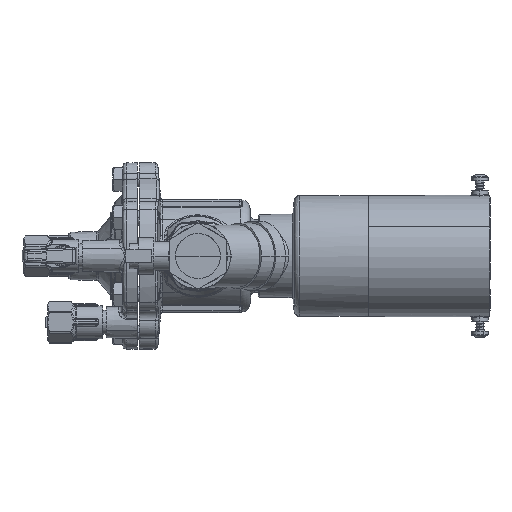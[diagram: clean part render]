
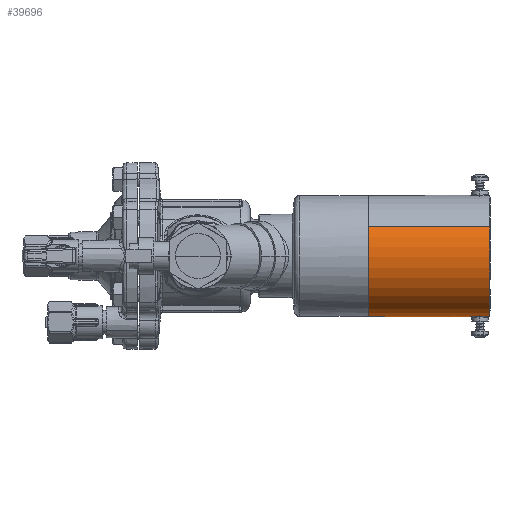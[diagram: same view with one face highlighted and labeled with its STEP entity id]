
A CAD part, left-side view. The second image highlights one B-rep face of the part: STEP entity #39696.
In plain terms, the highlighted cylindrical face has radius 33.1 mm (diameter 66.2 mm), a partial arc.
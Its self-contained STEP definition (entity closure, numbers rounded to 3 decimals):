
#39590=CARTESIAN_POINT('Axis2P3D Location',(0.,-126.114,0.)) ;
#39599=CARTESIAN_POINT('Vertex',(-29.048,-159.314,15.869)) ;
#39601=CARTESIAN_POINT('Vertex',(29.048,-159.314,-15.869)) ;
#39604=CARTESIAN_POINT('Line Origine',(29.048,-126.114,-15.869)) ;
#39608=CARTESIAN_POINT('Vertex',(29.048,-92.914,-15.869)) ;
#39615=CARTESIAN_POINT('Vertex',(-29.048,-92.914,15.869)) ;
#39618=CARTESIAN_POINT('Line Origine',(-29.048,-126.114,15.869)) ;
#39639=CARTESIAN_POINT('Axis2P3D Location',(0.,-159.314,0.)) ;
#39649=CARTESIAN_POINT('Axis2P3D Location',(0.,-92.914,0.)) ;
#39661=CARTESIAN_POINT('Control Point',(-4.926,-153.814,-32.731)) ;
#39662=CARTESIAN_POINT('Control Point',(-4.926,-155.275,-32.731)) ;
#39663=CARTESIAN_POINT('Control Point',(-4.4,-156.737,-32.811)) ;
#39664=CARTESIAN_POINT('Control Point',(-3.349,-157.934,-32.973)) ;
#39665=CARTESIAN_POINT('Control Point',(-0.983,-159.123,-33.144)) ;
#39666=CARTESIAN_POINT('Control Point',(1.555,-158.736,-33.089)) ;
#39667=CARTESIAN_POINT('Control Point',(2.539,-158.291,-33.02)) ;
#39668=CARTESIAN_POINT('Control Point',(3.861,-157.2,-32.883)) ;
#39669=CARTESIAN_POINT('Control Point',(4.627,-155.698,-32.776)) ;
#39670=CARTESIAN_POINT('Control Point',(4.826,-155.084,-32.746)) ;
#39671=CARTESIAN_POINT('Control Point',(4.926,-154.449,-32.731)) ;
#39672=CARTESIAN_POINT('Control Point',(4.926,-153.814,-32.731)) ;
#39673=CARTESIAN_POINT('Vertex',(-4.926,-153.814,-32.731)) ;
#39675=CARTESIAN_POINT('Vertex',(4.926,-153.814,-32.731)) ;
#39679=CARTESIAN_POINT('Control Point',(-4.926,-153.814,-32.731)) ;
#39680=CARTESIAN_POINT('Control Point',(-4.926,-152.866,-32.731)) ;
#39681=CARTESIAN_POINT('Control Point',(-4.704,-151.918,-32.765)) ;
#39682=CARTESIAN_POINT('Control Point',(-4.262,-151.042,-32.832)) ;
#39683=CARTESIAN_POINT('Control Point',(-3.086,-149.666,-32.976)) ;
#39684=CARTESIAN_POINT('Control Point',(-1.45,-148.926,-33.082)) ;
#39685=CARTESIAN_POINT('Control Point',(-0.625,-148.747,-33.11)) ;
#39686=CARTESIAN_POINT('Control Point',(1.594,-148.753,-33.107)) ;
#39687=CARTESIAN_POINT('Control Point',(3.558,-149.943,-32.941)) ;
#39688=CARTESIAN_POINT('Control Point',(4.469,-151.091,-32.8)) ;
#39689=CARTESIAN_POINT('Control Point',(4.926,-152.452,-32.731)) ;
#39690=CARTESIAN_POINT('Control Point',(4.926,-153.814,-32.731)) ;
#39606=VECTOR('Line Direction',#39605,1.) ;
#39620=VECTOR('Line Direction',#39619,1.) ;
#39591=DIRECTION('Axis2P3D Direction',(0.,1.,0.)) ;
#39592=DIRECTION('Axis2P3D XDirection',(0.878,0.,-0.479)) ;
#39605=DIRECTION('Vector Direction',(0.,1.,0.)) ;
#39619=DIRECTION('Vector Direction',(0.,1.,0.)) ;
#39640=DIRECTION('Axis2P3D Direction',(0.,1.,0.)) ;
#39650=DIRECTION('Axis2P3D Direction',(0.,1.,0.)) ;
#39593=AXIS2_PLACEMENT_3D('Cylinder Axis2P3D',#39590,#39591,#39592) ;
#39641=AXIS2_PLACEMENT_3D('Circle Axis2P3D',#39639,#39640,$) ;
#39651=AXIS2_PLACEMENT_3D('Circle Axis2P3D',#39649,#39650,$) ;
#39607=LINE('Line',#39604,#39606) ;
#39621=LINE('Line',#39618,#39620) ;
#39642=CIRCLE('generated circle',#39641,33.1) ;
#39652=CIRCLE('generated circle',#39651,33.1) ;
#39594=CYLINDRICAL_SURFACE('generated cylinder',#39593,33.1) ;
#39695=FACE_BOUND('',#39692,.T.) ;
#39610=EDGE_CURVE('',#39609,#39602,#39607,.F.) ;
#39622=EDGE_CURVE('',#39616,#39600,#39621,.F.) ;
#39643=EDGE_CURVE('',#39602,#39600,#39642,.T.) ;
#39653=EDGE_CURVE('',#39609,#39616,#39652,.T.) ;
#39677=EDGE_CURVE('',#39674,#39676,#39660,.T.) ;
#39691=EDGE_CURVE('',#39676,#39674,#39678,.F.) ;
#39655=ORIENTED_EDGE('',*,*,#39622,.F.) ;
#39656=ORIENTED_EDGE('',*,*,#39653,.F.) ;
#39657=ORIENTED_EDGE('',*,*,#39610,.T.) ;
#39658=ORIENTED_EDGE('',*,*,#39643,.T.) ;
#39693=ORIENTED_EDGE('',*,*,#39677,.T.) ;
#39694=ORIENTED_EDGE('',*,*,#39691,.T.) ;
#39654=EDGE_LOOP('',(#39655,#39656,#39657,#39658)) ;
#39692=EDGE_LOOP('',(#39693,#39694)) ;
#39600=VERTEX_POINT('',#39599) ;
#39602=VERTEX_POINT('',#39601) ;
#39609=VERTEX_POINT('',#39608) ;
#39616=VERTEX_POINT('',#39615) ;
#39674=VERTEX_POINT('',#39673) ;
#39676=VERTEX_POINT('',#39675) ;
#39696=ADVANCED_FACE('PartBody',(#39659,#39695),#39594,.T.) ;
#39660=B_SPLINE_CURVE_WITH_KNOTS('',5,(#39661,#39662,#39663,#39664,#39665,#39666,#39667,#39668,#39669,#39670,#39671,#39672),.UNSPECIFIED.,.F.,.U.,(6,3,3,6),(0.,9.831,16.806,21.079),.UNSPECIFIED.) ;
#39678=B_SPLINE_CURVE_WITH_KNOTS('',5,(#39679,#39680,#39681,#39682,#39683,#39684,#39685,#39686,#39687,#39688,#39689,#39690),.UNSPECIFIED.,.F.,.U.,(6,3,3,6),(0.,6.376,11.92,21.079),.UNSPECIFIED.) ;
#39659=FACE_OUTER_BOUND('',#39654,.T.) ;
